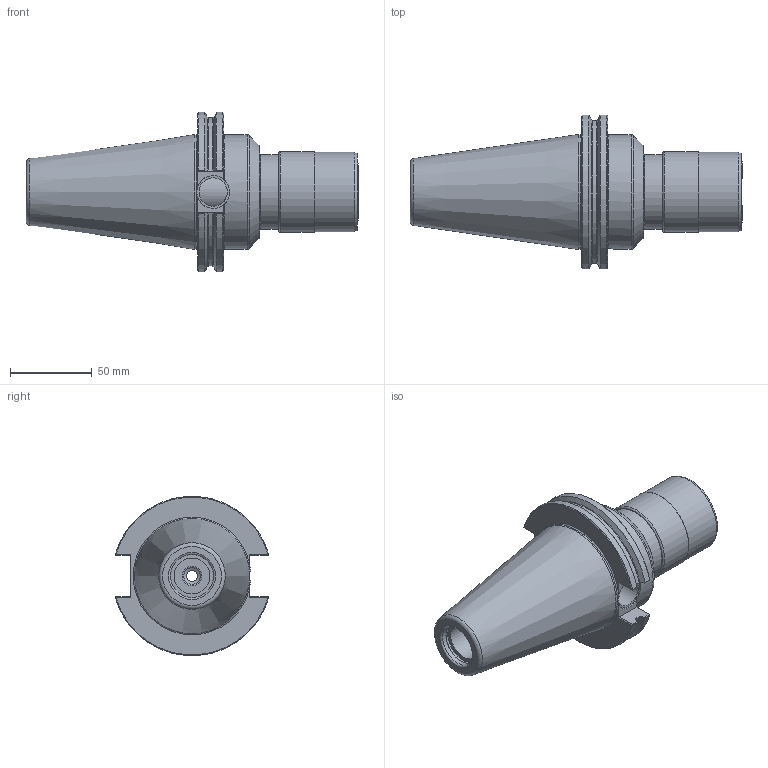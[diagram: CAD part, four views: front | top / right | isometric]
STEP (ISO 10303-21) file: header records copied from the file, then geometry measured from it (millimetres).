
FILE_DESCRIPTION(/* description */ (''),/* implementation_level */ '2;1');
FILE_NAME(/* name */ 'CAT50-RT2-0399.step',/* time_stamp */ '2021-12-21T15:47:59-06:00',/* author */ (''),/* organization */ (''),/* preprocessor_version */ 'ST-DEVELOPER v18.1',/* originating_system */ 'Autodesk Translation Framework v10.10.0.1391',/* authorisation */ '');
FILE_SCHEMA (('AUTOMOTIVE_DESIGN { 1 0 10303 214 3 1 1 }'));
Length unit declared in the file: millimetre
Products named in the file (1): CAT50-RT2-0399
Bounding box: 202.77 x 93.8 x 97.14 mm (x, y, z)
Volume: 465858.3 mm3; surface area: 82510.6 mm2
Topology: 2 solids, 3 shells, 140 faces, 358 edges, 231 vertices
Faces by surface type: plane 56, cylinder 35, cone 28, torus 21
Full cylindrical faces by diameter (mm): 7 x1, 10 x2, 17.323 x1, 21.971 x1, 24.4 x1, 25.4 x2, 26.2 x1, 26.4 x1, 26.7 x1, 31 x1, 31.4 x1, 39.6 x1, 40 x3, 44 x1, 44.5 x1, 45.5 x1, 46 x1, 48.5 x1, 49 x1, 69.849 x1, 70.199 x1
Entity records: 4470 total; most frequent: CARTESIAN_POINT 1049, DIRECTION 726, ORIENTED_EDGE 716, EDGE_CURVE 358, AXIS2_PLACEMENT_3D 295, VERTEX_POINT 231, EDGE_LOOP 155, CIRCLE 151
